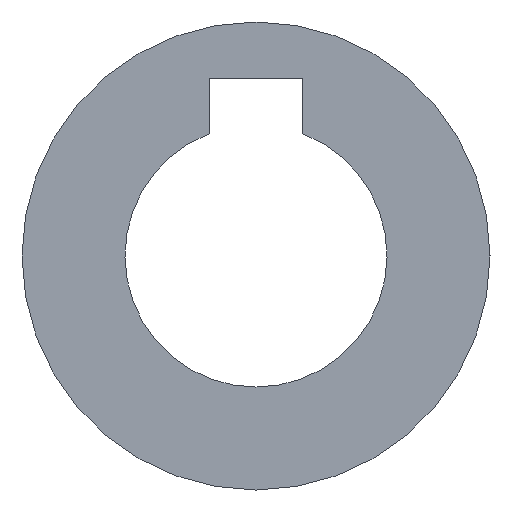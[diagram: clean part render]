
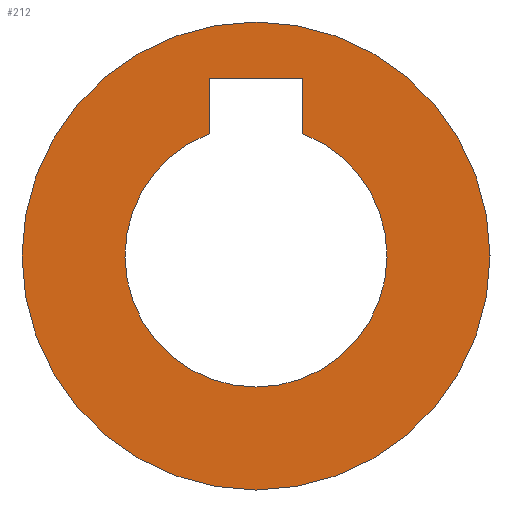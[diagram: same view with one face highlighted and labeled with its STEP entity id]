
A CAD part, left-side view. The second image highlights one B-rep face of the part: STEP entity #212.
In plain terms, the highlighted planar face has unit normal (-1, 0, 0).
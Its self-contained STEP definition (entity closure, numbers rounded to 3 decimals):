
#1 = DIRECTION ( 'NONE',  ( 0., 0., -1. ) ) ;
#3 = CARTESIAN_POINT ( 'NONE',  ( -29., 0., 0. ) ) ;
#12 = AXIS2_PLACEMENT_3D ( 'NONE', #3, #46, #301 ) ;
#16 = VERTEX_POINT ( 'NONE', #79 ) ;
#30 = DIRECTION ( 'NONE',  ( 1., 0., 0. ) ) ;
#31 = CIRCLE ( 'NONE', #485, 12.5 ) ;
#32 = ORIENTED_EDGE ( 'NONE', *, *, #490, .T. ) ;
#34 = DIRECTION ( 'NONE',  ( 0., 0., 1. ) ) ;
#37 = LINE ( 'NONE', #246, #462 ) ;
#46 = DIRECTION ( 'NONE',  ( 1., 0., 0. ) ) ;
#52 = CARTESIAN_POINT ( 'NONE',  ( -29., 0., 12.5 ) ) ;
#55 = ORIENTED_EDGE ( 'NONE', *, *, #188, .F. ) ;
#65 = EDGE_LOOP ( 'NONE', ( #153, #32, #389, #447 ) ) ;
#69 = CARTESIAN_POINT ( 'NONE',  ( -29., 2.5, 2.145 ) ) ;
#73 = VERTEX_POINT ( 'NONE', #534 ) ;
#79 = CARTESIAN_POINT ( 'NONE',  ( -29., -2.5, 6.538 ) ) ;
#88 = VERTEX_POINT ( 'NONE', #52 ) ;
#93 = VECTOR ( 'NONE', #184, 1000. ) ;
#111 = LINE ( 'NONE', #69, #93 ) ;
#116 = FACE_OUTER_BOUND ( 'NONE', #335, .T. ) ;
#117 = DIRECTION ( 'NONE',  ( 1., 0., 0. ) ) ;
#124 = EDGE_CURVE ( 'NONE', #73, #470, #111, .T. ) ;
#140 = AXIS2_PLACEMENT_3D ( 'NONE', #487, #117, #34 ) ;
#153 = ORIENTED_EDGE ( 'NONE', *, *, #464, .F. ) ;
#182 = DIRECTION ( 'NONE',  ( 0., 1., 0. ) ) ;
#184 = DIRECTION ( 'NONE',  ( 0., 0., -1. ) ) ;
#187 = AXIS2_PLACEMENT_3D ( 'NONE', #368, #410, #532 ) ;
#188 = EDGE_CURVE ( 'NONE', #503, #88, #31, .T. ) ;
#193 = LINE ( 'NONE', #228, #500 ) ;
#196 = FACE_BOUND ( 'NONE', #65, .T. ) ;
#212 = ADVANCED_FACE ( 'NONE', ( #196, #116 ), #244, .T. ) ;
#218 = ORIENTED_EDGE ( 'NONE', *, *, #238, .F. ) ;
#228 = CARTESIAN_POINT ( 'NONE',  ( -29., 33.431, 9.5 ) ) ;
#233 = CIRCLE ( 'NONE', #12, 12.5 ) ;
#238 = EDGE_CURVE ( 'NONE', #88, #503, #233, .T. ) ;
#244 = PLANE ( 'NONE',  #187 ) ;
#246 = CARTESIAN_POINT ( 'NONE',  ( -29., -2.5, 2.145 ) ) ;
#254 = CARTESIAN_POINT ( 'NONE',  ( -29., -2.5, 9.5 ) ) ;
#273 = VERTEX_POINT ( 'NONE', #254 ) ;
#301 = DIRECTION ( 'NONE',  ( 0., 0., -1. ) ) ;
#328 = CARTESIAN_POINT ( 'NONE',  ( -29., 0., -12.5 ) ) ;
#335 = EDGE_LOOP ( 'NONE', ( #218, #55 ) ) ;
#368 = CARTESIAN_POINT ( 'NONE',  ( -29., 33.431, 2.145 ) ) ;
#376 = EDGE_CURVE ( 'NONE', #273, #73, #193, .T. ) ;
#377 = DIRECTION ( 'NONE',  ( 0., 0., 1. ) ) ;
#389 = ORIENTED_EDGE ( 'NONE', *, *, #124, .F. ) ;
#410 = DIRECTION ( 'NONE',  ( -1., 0., 0. ) ) ;
#447 = ORIENTED_EDGE ( 'NONE', *, *, #376, .F. ) ;
#450 = CARTESIAN_POINT ( 'NONE',  ( -29., 2.5, 6.538 ) ) ;
#462 = VECTOR ( 'NONE', #377, 1000. ) ;
#464 = EDGE_CURVE ( 'NONE', #16, #273, #37, .T. ) ;
#469 = CIRCLE ( 'NONE', #140, 7. ) ;
#470 = VERTEX_POINT ( 'NONE', #450 ) ;
#485 = AXIS2_PLACEMENT_3D ( 'NONE', #491, #30, #1 ) ;
#487 = CARTESIAN_POINT ( 'NONE',  ( -29., 0., 0. ) ) ;
#490 = EDGE_CURVE ( 'NONE', #16, #470, #469, .T. ) ;
#491 = CARTESIAN_POINT ( 'NONE',  ( -29., 0., 0. ) ) ;
#500 = VECTOR ( 'NONE', #182, 1000. ) ;
#503 = VERTEX_POINT ( 'NONE', #328 ) ;
#532 = DIRECTION ( 'NONE',  ( 0., 0., 1. ) ) ;
#534 = CARTESIAN_POINT ( 'NONE',  ( -29., 2.5, 9.5 ) ) ;
